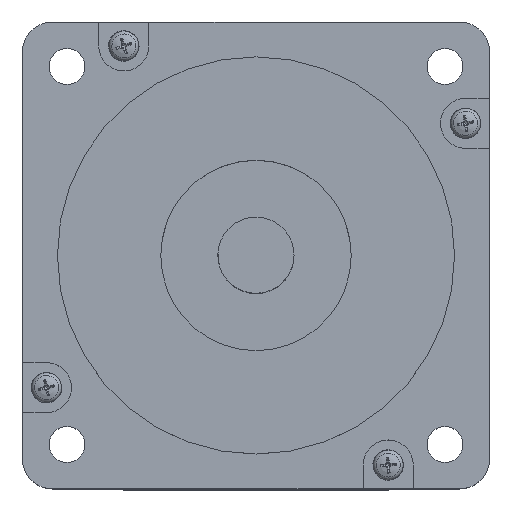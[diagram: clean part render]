
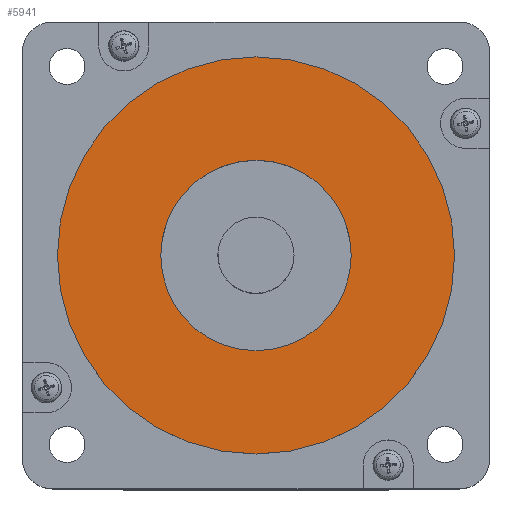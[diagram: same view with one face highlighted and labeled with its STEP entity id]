
A CAD part, top view. The second image highlights one B-rep face of the part: STEP entity #5941.
In plain terms, the highlighted planar face has unit normal (0, 0, 1).
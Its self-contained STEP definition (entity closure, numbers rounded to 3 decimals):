
#850=CARTESIAN_POINT('',(17.5,0.,19.6));
#851=VERTEX_POINT('',#850);
#852=CARTESIAN_POINT('',(0.0,0.0,19.6));
#853=DIRECTION('',(0.0,0.0,-1.0));
#854=DIRECTION('',(-1.0,0.0,0.0));
#855=AXIS2_PLACEMENT_3D('',#852,#853,#854);
#856=CIRCLE('',#855,17.5);
#857=EDGE_CURVE('',#851,#851,#856,.T.);
#5915=CARTESIAN_POINT('',(36.513,0.,19.6));
#5916=VERTEX_POINT('',#5915);
#5917=CARTESIAN_POINT('',(0.0,0.0,19.6));
#5918=DIRECTION('',(0.0,0.0,-1.0));
#5919=DIRECTION('',(-1.0,0.0,0.0));
#5920=AXIS2_PLACEMENT_3D('',#5917,#5918,#5919);
#5921=CIRCLE('',#5920,36.513);
#5922=EDGE_CURVE('',#5916,#5916,#5921,.T.);
#5930=CARTESIAN_POINT('',(0.0,0.0,19.6));
#5931=DIRECTION('',(0.0,0.0,-1.0));
#5932=DIRECTION('',(-1.0,0.0,0.0));
#5933=AXIS2_PLACEMENT_3D('',#5930,#5931,#5932);
#5934=PLANE('',#5933);
#5935=ORIENTED_EDGE('',*,*,#5922,.F.);
#5936=EDGE_LOOP('',(#5935));
#5937=FACE_OUTER_BOUND('',#5936,.T.);
#5938=ORIENTED_EDGE('',*,*,#857,.T.);
#5939=EDGE_LOOP('',(#5938));
#5940=FACE_BOUND('',#5939,.T.);
#5941=ADVANCED_FACE('',(#5937,#5940),#5934,.F.);
